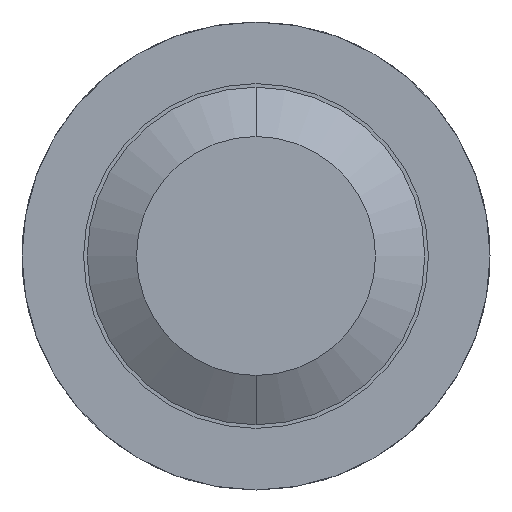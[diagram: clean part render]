
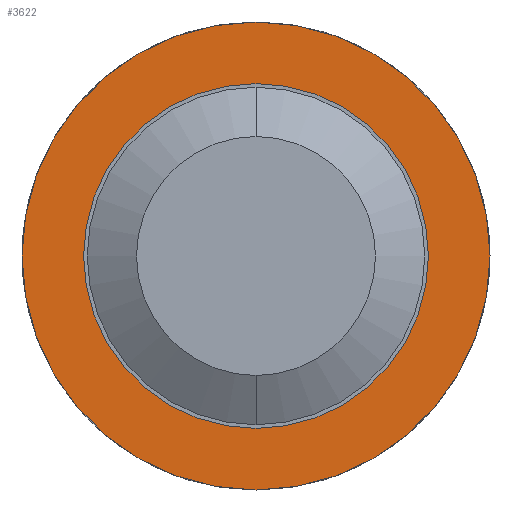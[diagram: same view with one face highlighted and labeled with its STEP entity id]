
A CAD part, front view. The second image highlights one B-rep face of the part: STEP entity #3622.
In plain terms, the highlighted planar face has unit normal (0, -1, 0).
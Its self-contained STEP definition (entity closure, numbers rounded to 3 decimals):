
#189 = CIRCLE ( 'NONE', #3476, 0.685 ) ;
#213 = ORIENTED_EDGE ( 'NONE', *, *, #779, .T. ) ;
#276 = VERTEX_POINT ( 'NONE', #1432 ) ;
#289 = DIRECTION ( 'NONE',  ( 0., 1., 0. ) ) ;
#325 = AXIS2_PLACEMENT_3D ( 'NONE', #768, #1049, #3320 ) ;
#352 = DIRECTION ( 'NONE',  ( 0., 0., 1. ) ) ;
#389 = DIRECTION ( 'NONE',  ( 0., 1., 0. ) ) ;
#393 = EDGE_CURVE ( 'Defeature ausgef�hrt2_15+Defeature ausgef�hrt2_16+Defeature ausgef�hrt2_16+Defeature ausgef�hrt2_16', #276, #473, #1088, .T. ) ;
#473 = VERTEX_POINT ( 'NONE', #3227 ) ;
#670 = CARTESIAN_POINT ( 'NONE',  ( 0., -2.5, 0. ) ) ;
#768 = CARTESIAN_POINT ( 'NONE',  ( 0., -2.5, 0. ) ) ;
#779 = EDGE_CURVE ( 'Defeature ausgef�hrt2_16+Defeature ausgef�hrt2_10+Defeature ausgef�hrt2_10+Defeature ausgef�hrt2_10', #3441, #2129, #189, .T. ) ;
#801 = PLANE ( 'NONE',  #2368 ) ;
#865 = CIRCLE ( 'NONE', #325, 0.95 ) ;
#1049 = DIRECTION ( 'NONE',  ( 0., 1., 0. ) ) ;
#1088 = CIRCLE ( 'NONE', #2058, 0.95 ) ;
#1115 = CARTESIAN_POINT ( 'NONE',  ( 0., -2.5, 0. ) ) ;
#1202 = CARTESIAN_POINT ( 'NONE',  ( 0., -2.5, 0.685 ) ) ;
#1253 = EDGE_LOOP ( 'NONE', ( #3132, #1283 ) ) ;
#1283 = ORIENTED_EDGE ( 'NONE', *, *, #393, .F. ) ;
#1385 = CARTESIAN_POINT ( 'NONE',  ( 0.95, -2.5, 0. ) ) ;
#1432 = CARTESIAN_POINT ( 'NONE',  ( 0., -2.5, -0.95 ) ) ;
#1456 = EDGE_CURVE ( 'Defeature ausgef�hrt2_16+Defeature ausgef�hrt2_10+Defeature ausgef�hrt2_10+Defeature ausgef�hrt2_10', #2129, #3441, #1880, .T. ) ;
#1749 = CARTESIAN_POINT ( 'NONE',  ( 0., -2.5, -0.685 ) ) ;
#1819 = AXIS2_PLACEMENT_3D ( 'NONE', #670, #1853, #3509 ) ;
#1853 = DIRECTION ( 'NONE',  ( 0., 1., 0. ) ) ;
#1880 = CIRCLE ( 'NONE', #1819, 0.685 ) ;
#1907 = EDGE_LOOP ( 'NONE', ( #2734, #213 ) ) ;
#2058 = AXIS2_PLACEMENT_3D ( 'NONE', #2885, #389, #352 ) ;
#2129 = VERTEX_POINT ( 'NONE', #1202 ) ;
#2255 = DIRECTION ( 'NONE',  ( 0., 1., 0. ) ) ;
#2324 = EDGE_CURVE ( 'Defeature ausgef�hrt2_15+Defeature ausgef�hrt2_16+Defeature ausgef�hrt2_16+Defeature ausgef�hrt2_16', #473, #276, #865, .T. ) ;
#2368 = AXIS2_PLACEMENT_3D ( 'NONE', #1385, #289, #2533 ) ;
#2533 = DIRECTION ( 'NONE',  ( 0., 0., 1. ) ) ;
#2734 = ORIENTED_EDGE ( 'NONE', *, *, #1456, .T. ) ;
#2885 = CARTESIAN_POINT ( 'NONE',  ( 0., -2.5, 0. ) ) ;
#3132 = ORIENTED_EDGE ( 'NONE', *, *, #2324, .F. ) ;
#3227 = CARTESIAN_POINT ( 'NONE',  ( 0., -2.5, 0.95 ) ) ;
#3320 = DIRECTION ( 'NONE',  ( 0., 0., 1. ) ) ;
#3387 = DIRECTION ( 'NONE',  ( 0., 0., 1. ) ) ;
#3431 = FACE_BOUND ( 'NONE', #1907, .T. ) ;
#3441 = VERTEX_POINT ( 'NONE', #1749 ) ;
#3476 = AXIS2_PLACEMENT_3D ( 'NONE', #1115, #2255, #3387 ) ;
#3509 = DIRECTION ( 'NONE',  ( 0., 0., 1. ) ) ;
#3622 = ADVANCED_FACE ( 'Defeature ausgef�hrt2_16', ( #3635, #3431 ), #801, .F. ) ;
#3635 = FACE_OUTER_BOUND ( 'NONE', #1253, .T. ) ;
